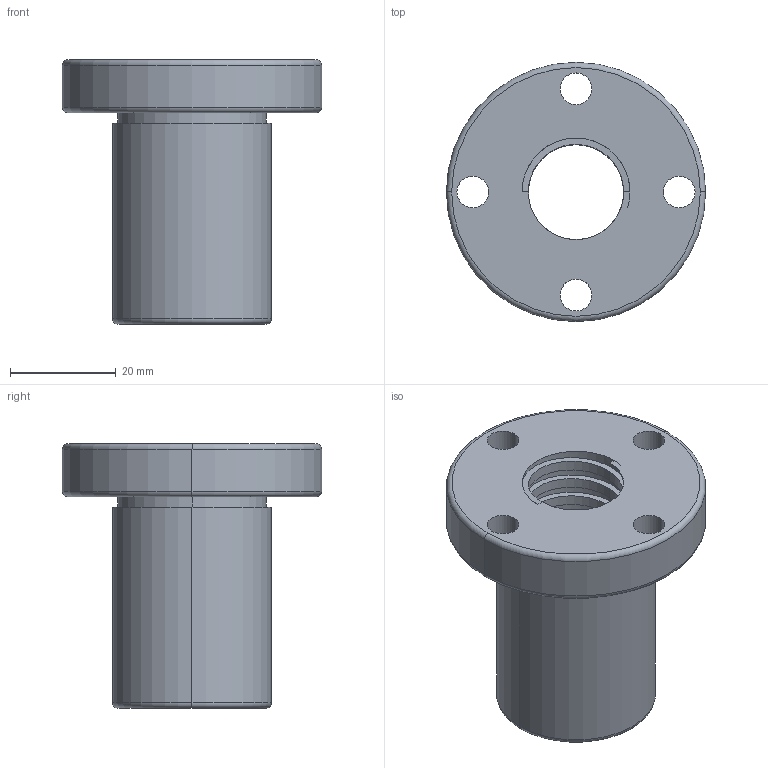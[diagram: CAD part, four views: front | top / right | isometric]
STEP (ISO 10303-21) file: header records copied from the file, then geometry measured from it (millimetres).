
FILE_DESCRIPTION (( 'STEP AP203' ), '1' );
FILE_NAME ('guide nut_Default_sldprt.STEP', '2024-03-23T06:57:54', ( '' ), ( '' ), 'SwSTEP 2.0', 'SolidWorks 2022', '' );
FILE_SCHEMA (( 'CONFIG_CONTROL_DESIGN' ));
Length unit declared in the file: millimetre
Products named in the file (1): guide nut_Default_sldprt
Bounding box: 49 x 49 x 50 mm (x, y, z)
Volume: 31204.7 mm3; surface area: 13850.8 mm2
Topology: 1 solids, 1 shells, 53 faces, 139 edges, 90 vertices
Faces by surface type: cylinder 40, torus 6, plane 4, bspline 3
Entity records: 4864 total; most frequent: CARTESIAN_POINT 3597, ORIENTED_EDGE 278, DIRECTION 226, EDGE_CURVE 139, AXIS2_PLACEMENT_3D 93, VERTEX_POINT 90, EDGE_LOOP 65, FACE_OUTER_BOUND 53
